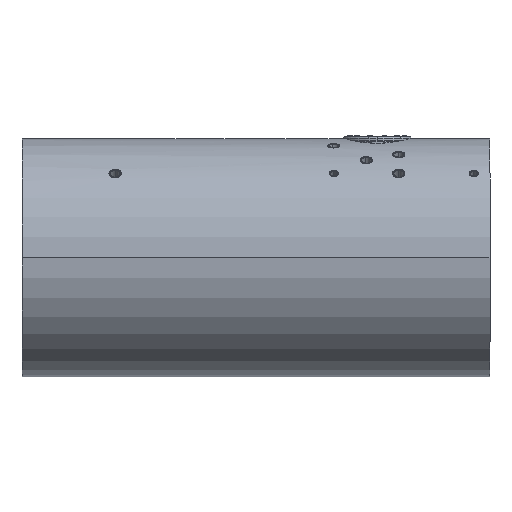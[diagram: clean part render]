
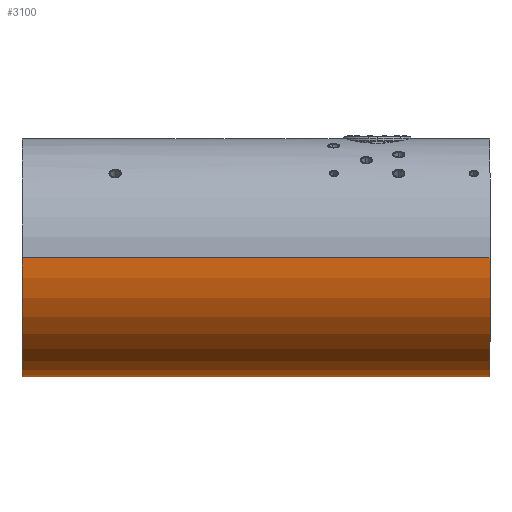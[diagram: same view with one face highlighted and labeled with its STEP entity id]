
A CAD part, left-side view. The second image highlights one B-rep face of the part: STEP entity #3100.
In plain terms, the highlighted cylindrical face has radius 550 mm (diameter 1100 mm), a partial arc.
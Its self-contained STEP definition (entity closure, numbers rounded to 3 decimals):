
#225 = LINE ( 'NONE', #2232, #6553 ) ;
#707 = DIRECTION ( 'NONE',  ( -1., 0., 0. ) ) ;
#1106 = CYLINDRICAL_SURFACE ( 'NONE', #12085, 550. ) ;
#1299 = CARTESIAN_POINT ( 'NONE',  ( 0., -1055., 0. ) ) ;
#2232 = CARTESIAN_POINT ( 'NONE',  ( 550., 1055., 0. ) ) ;
#2826 = CIRCLE ( 'NONE', #8745, 550. ) ;
#3100 = ADVANCED_FACE ( 'NONE', ( #6208 ), #1106, .T. ) ;
#4858 = DIRECTION ( 'NONE',  ( -1., 0., 0. ) ) ;
#4874 = EDGE_CURVE ( 'NONE', #10277, #13370, #225, .T. ) ;
#5044 = EDGE_CURVE ( 'NONE', #18090, #24653, #8346, .T. ) ;
#5860 = AXIS2_PLACEMENT_3D ( 'NONE', #19992, #23770, #707 ) ;
#6208 = FACE_OUTER_BOUND ( 'NONE', #21300, .T. ) ;
#6365 = CARTESIAN_POINT ( 'NONE',  ( 550., 1105., 0. ) ) ;
#6553 = VECTOR ( 'NONE', #19602, 1000. ) ;
#8001 = CARTESIAN_POINT ( 'NONE',  ( -550., -1055., 0. ) ) ;
#8346 = LINE ( 'NONE', #10394, #13505 ) ;
#8669 = DIRECTION ( 'NONE',  ( 0., 1., 0. ) ) ;
#8745 = AXIS2_PLACEMENT_3D ( 'NONE', #1299, #12590, #4858 ) ;
#9025 = ORIENTED_EDGE ( 'NONE', *, *, #9525, .T. ) ;
#9525 = EDGE_CURVE ( 'NONE', #10277, #18090, #2826, .T. ) ;
#9776 = CARTESIAN_POINT ( 'NONE',  ( 550., -1055., 0. ) ) ;
#10277 = VERTEX_POINT ( 'NONE', #9776 ) ;
#10394 = CARTESIAN_POINT ( 'NONE',  ( -550., 1055., 0. ) ) ;
#10944 = CARTESIAN_POINT ( 'NONE',  ( -550., 1105., 0. ) ) ;
#12085 = AXIS2_PLACEMENT_3D ( 'NONE', #17518, #19281, #15484 ) ;
#12590 = DIRECTION ( 'NONE',  ( 0., 1., 0. ) ) ;
#13370 = VERTEX_POINT ( 'NONE', #6365 ) ;
#13505 = VECTOR ( 'NONE', #8669, 1000. ) ;
#15484 = DIRECTION ( 'NONE',  ( -1., 0., 0. ) ) ;
#16499 = ORIENTED_EDGE ( 'NONE', *, *, #21415, .F. ) ;
#17518 = CARTESIAN_POINT ( 'NONE',  ( 0., 1055., 0. ) ) ;
#18090 = VERTEX_POINT ( 'NONE', #8001 ) ;
#18306 = ORIENTED_EDGE ( 'NONE', *, *, #4874, .F. ) ;
#19281 = DIRECTION ( 'NONE',  ( 0., 1., 0. ) ) ;
#19602 = DIRECTION ( 'NONE',  ( 0., 1., 0. ) ) ;
#19992 = CARTESIAN_POINT ( 'NONE',  ( 0., 1105., 0. ) ) ;
#21300 = EDGE_LOOP ( 'NONE', ( #18306, #9025, #22010, #16499 ) ) ;
#21395 = CIRCLE ( 'NONE', #5860, 550. ) ;
#21415 = EDGE_CURVE ( 'NONE', #13370, #24653, #21395, .T. ) ;
#22010 = ORIENTED_EDGE ( 'NONE', *, *, #5044, .T. ) ;
#23770 = DIRECTION ( 'NONE',  ( 0., 1., 0. ) ) ;
#24653 = VERTEX_POINT ( 'NONE', #10944 ) ;
